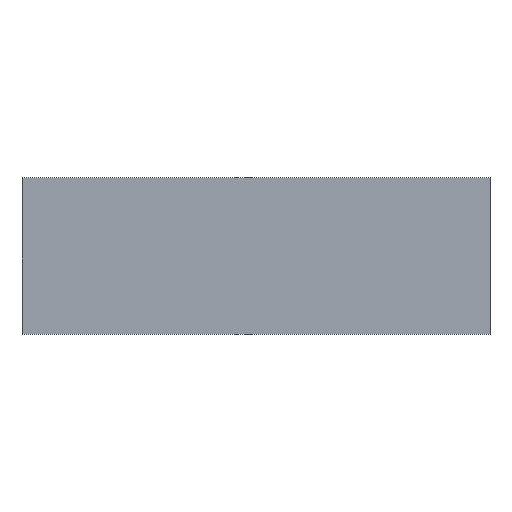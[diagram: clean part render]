
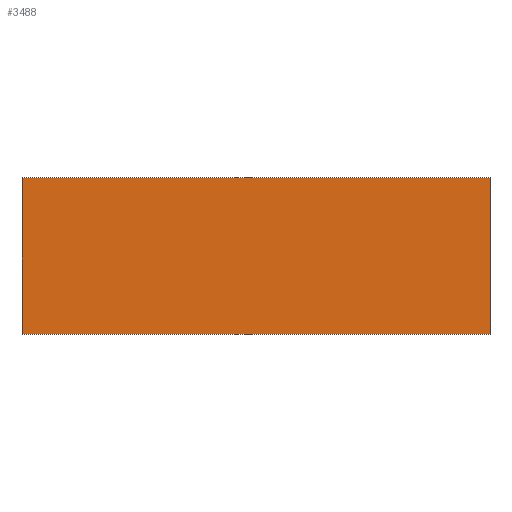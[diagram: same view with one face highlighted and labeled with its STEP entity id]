
A CAD part, top view. The second image highlights one B-rep face of the part: STEP entity #3488.
In plain terms, the highlighted planar face has unit normal (0, 0, 1).
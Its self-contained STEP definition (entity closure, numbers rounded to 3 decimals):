
#372=FACE_OUTER_BOUND('',#594,.T.);
#594=EDGE_LOOP('',(#3101,#3102,#3103,#3104));
#973=LINE('',#5774,#1357);
#975=LINE('',#5778,#1359);
#977=LINE('',#5782,#1361);
#979=LINE('',#5785,#1363);
#1357=VECTOR('',#4777,10.);
#1359=VECTOR('',#4781,10.);
#1361=VECTOR('',#4785,10.);
#1363=VECTOR('',#4789,10.);
#1669=VERTEX_POINT('',#5771);
#1670=VERTEX_POINT('',#5773);
#1671=VERTEX_POINT('',#5777);
#1672=VERTEX_POINT('',#5781);
#2145=EDGE_CURVE('',#1670,#1669,#973,.T.);
#2147=EDGE_CURVE('',#1671,#1670,#975,.T.);
#2149=EDGE_CURVE('',#1672,#1671,#977,.T.);
#2151=EDGE_CURVE('',#1669,#1672,#979,.T.);
#3101=ORIENTED_EDGE('',*,*,#2151,.T.);
#3102=ORIENTED_EDGE('',*,*,#2149,.T.);
#3103=ORIENTED_EDGE('',*,*,#2147,.T.);
#3104=ORIENTED_EDGE('',*,*,#2145,.T.);
#3284=PLANE('',#3808);
#3488=ADVANCED_FACE('',(#372),#3284,.T.);
#3808=AXIS2_PLACEMENT_3D('',#5786,#4790,#4791);
#4777=DIRECTION('',(0.,1.,0.));
#4781=DIRECTION('',(1.,0.,0.));
#4785=DIRECTION('',(0.,-1.,0.));
#4789=DIRECTION('',(-1.,0.,0.));
#4790=DIRECTION('center_axis',(0.,0.,1.));
#4791=DIRECTION('ref_axis',(1.,0.,0.));
#5771=CARTESIAN_POINT('',(157.,38.,5.));
#5773=CARTESIAN_POINT('',(157.,-22.,5.));
#5774=CARTESIAN_POINT('',(157.,38.,5.));
#5777=CARTESIAN_POINT('',(-22.,-22.,5.));
#5778=CARTESIAN_POINT('',(157.,-22.,5.));
#5781=CARTESIAN_POINT('',(-22.,38.,5.));
#5782=CARTESIAN_POINT('',(-22.,-22.,5.));
#5785=CARTESIAN_POINT('',(-22.,38.,5.));
#5786=CARTESIAN_POINT('Origin',(67.5,8.,5.));
